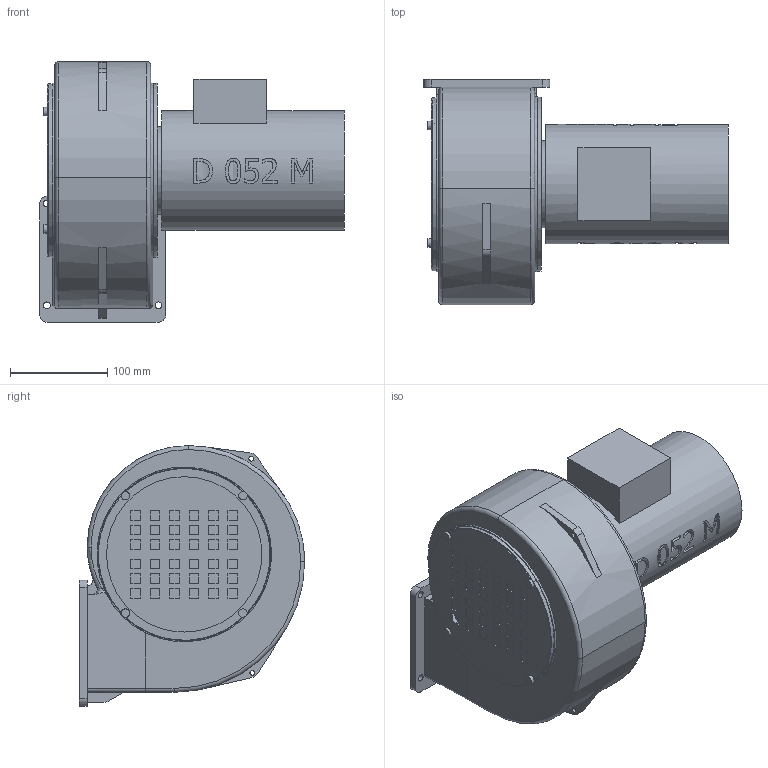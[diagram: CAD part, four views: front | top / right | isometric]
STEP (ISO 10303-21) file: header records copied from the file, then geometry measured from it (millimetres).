
FILE_DESCRIPTION((''),'2;1');
FILE_NAME('TB-3279.stp','2007-01-24T11:25:49',('kraft'),(''),'Autodesk Inventor 11','Autodesk Inventor 11','');
FILE_SCHEMA(('AUTOMOTIVE_DESIGN { 1 0 10303 214 1 1 1 1 }'));
Length unit declared in the file: millimetre
Products named in the file (1): TB-3279
Bounding box: 314 x 232 x 268.5 mm (x, y, z)
Volume: 7321527.4 mm3; surface area: 358202.5 mm2
Topology: 1 solids, 14 shells, 477 faces, 1272 edges, 840 vertices
Faces by surface type: plane 322, bspline 96, cylinder 51, torus 4, cone 4
Full cylindrical faces by diameter (mm): 4.5 x8, 4.8 x2, 7 x4, 8.8 x4, 57 x1, 90 x1, 123 x1, 160 x1, 162 x1, 177 x1, 178 x1, 179 x1, 180 x2
Entity records: 16310 total; most frequent: CARTESIAN_POINT 5161, ORIENTED_EDGE 2378, DIRECTION 1964, EDGE_CURVE 1189, VECTOR 836, LINE 836, VERTEX_POINT 805, EDGE_LOOP 618
